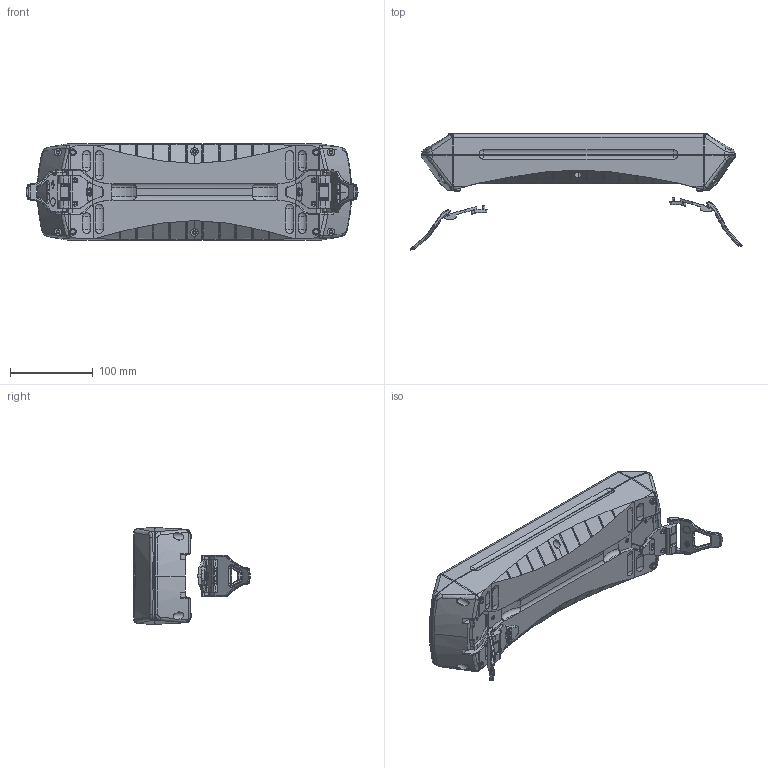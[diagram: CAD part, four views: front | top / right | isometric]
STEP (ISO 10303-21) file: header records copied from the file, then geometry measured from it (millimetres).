
FILE_DESCRIPTION (( 'STEP AP214' ), '1' );
FILE_NAME ('27020501.STEP', '2013-05-23T11:48:44', ( '' ), ( '' ), 'SwSTEP 2.0', 'SolidWorks 2011', '' );
FILE_SCHEMA (( 'AUTOMOTIVE_DESIGN' ));
Length unit declared in the file: millimetre
Products named in the file (7): 41089_Default; 41093_Default; 94100; 21308_Default; 82002_im Deckel eingebaut; 21307_Default; 27020501
Assembly tree (11 placements, depth 2):
  27020501
    41089_Default  x2
    41093_Default  x2
    21307_Default
    94100  x4
    21308_Default
    82002_im Deckel eingebaut
Bounding box: 401.3 x 140.76 x 117 mm (x, y, z)
Volume: 444428.3 mm3; surface area: 308073.1 mm2
Topology: 11 solids, 11 shells, 2975 faces, 7827 edges, 4995 vertices
Faces by surface type: plane 1051, cylinder 792, bspline 652, cone 258, sphere 116, torus 106
Entity records: 101891 total; most frequent: CARTESIAN_POINT 43192, ORIENTED_EDGE 12776, DIRECTION 10095, EDGE_CURVE 6388, VERTEX_POINT 4113, AXIS2_PLACEMENT_3D 3739, EDGE_LOOP 2621, LINE 2617
